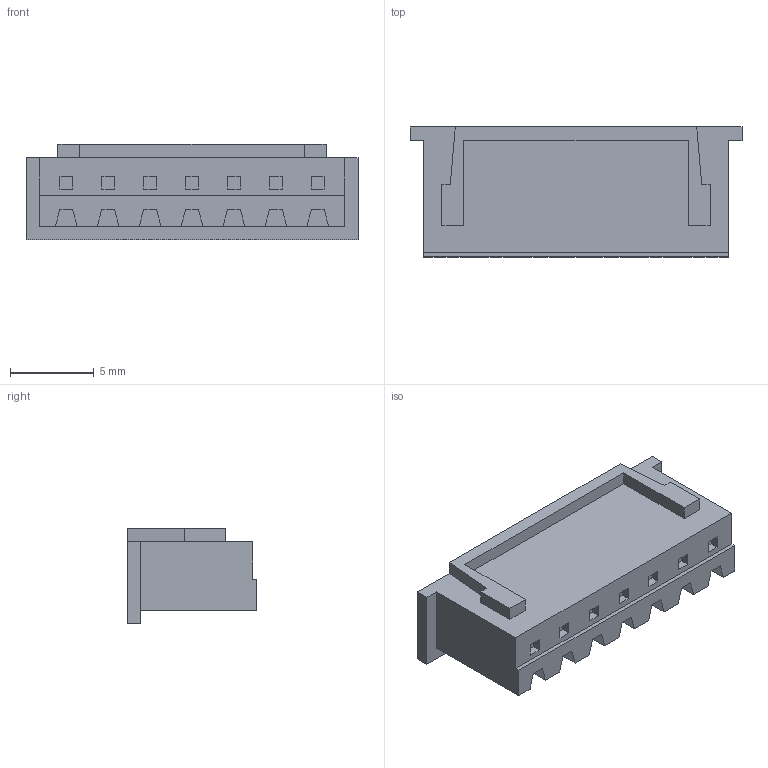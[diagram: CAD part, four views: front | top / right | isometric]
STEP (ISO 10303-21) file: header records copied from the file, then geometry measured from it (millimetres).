
FILE_DESCRIPTION (( 'STEP AP214' ), '1' );
FILE_NAME ('XHP-7.STEP', '2011-06-08T09:52:10', ( '9g-mnaganawa' ), ( 'ｊｓｔ－ｏｅｃ' ), 'SwSTEP 2.0', 'SolidWorks 2005235', '' );
FILE_SCHEMA (( 'AUTOMOTIVE_DESIGN' ));
Length unit declared in the file: millimetre
Products named in the file (1): XHP-7
Bounding box: 19.8 x 7.75 x 5.7 mm (x, y, z)
Volume: 563 mm3; surface area: 659.5 mm2
Topology: 1 solids, 1 shells, 150 faces, 402 edges, 268 vertices
Faces by surface type: plane 150
Entity records: 4609 total; most frequent: CARTESIAN_POINT 821, ORIENTED_EDGE 804, DIRECTION 704, VECTOR 402, LINE 402, EDGE_CURVE 402, VERTEX_POINT 268, EDGE_LOOP 164
